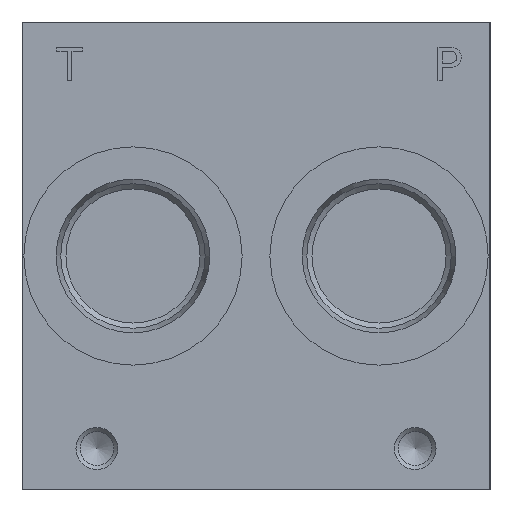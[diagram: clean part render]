
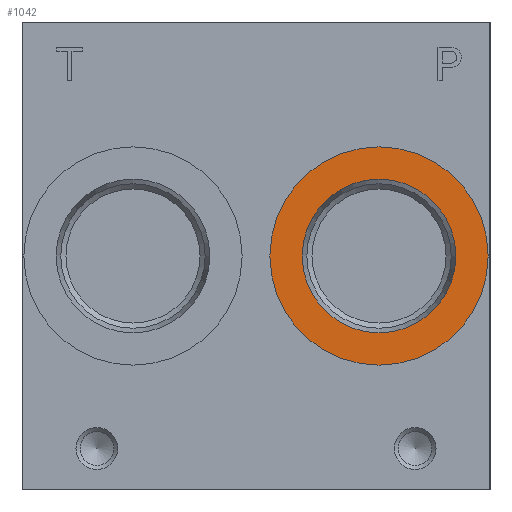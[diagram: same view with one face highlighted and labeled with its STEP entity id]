
A CAD part, left-side view. The second image highlights one B-rep face of the part: STEP entity #1042.
In plain terms, the highlighted planar face has unit normal (-1, 0, 0).
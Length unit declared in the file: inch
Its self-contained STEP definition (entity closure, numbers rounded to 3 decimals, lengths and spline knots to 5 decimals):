
#1042 = ADVANCED_FACE( '', ( #2596, #2597 ), #2598, .T. );
#2596 = FACE_BOUND( '', #4735, .T. );
#2597 = FACE_OUTER_BOUND( '', #4736, .T. );
#2598 = PLANE( '', #4737 );
#4735 = EDGE_LOOP( '', ( #7932 ) );
#4736 = EDGE_LOOP( '', ( #7933 ) );
#4737 = AXIS2_PLACEMENT_3D( '', #7934, #7935, #7936 );
#7932 = ORIENTED_EDGE( '', *, *, #11747, .T. );
#7933 = ORIENTED_EDGE( '', *, *, #11971, .F. );
#7934 = CARTESIAN_POINT( '', ( 0.031, 1.646, 1.75 ) );
#7935 = DIRECTION( '', ( -1., 0., 0. ) );
#7936 = DIRECTION( '', ( 0., 0., 1. ) );
#11747 = EDGE_CURVE( '', #14116, #14116, #14117, .T. );
#11971 = EDGE_CURVE( '', #14448, #14448, #14449, .T. );
#14116 = VERTEX_POINT( '', #17269 );
#14117 = CIRCLE( '', #17270, 0.5745 );
#14448 = VERTEX_POINT( '', #17744 );
#14449 = CIRCLE( '', #17745, 0.816 );
#17269 = CARTESIAN_POINT( '', ( 0.031, 0.83, 1.1755 ) );
#17270 = AXIS2_PLACEMENT_3D( '', #20066, #20067, #20068 );
#17744 = CARTESIAN_POINT( '', ( 0.031, 0.83, 0.934 ) );
#17745 = AXIS2_PLACEMENT_3D( '', #20317, #20318, #20319 );
#20066 = CARTESIAN_POINT( '', ( 0.031, 0.83, 1.75 ) );
#20067 = DIRECTION( '', ( 1., 0., 0. ) );
#20068 = DIRECTION( '', ( 0., 0., -1. ) );
#20317 = CARTESIAN_POINT( '', ( 0.031, 0.83, 1.75 ) );
#20318 = DIRECTION( '', ( 1., 0., 0. ) );
#20319 = DIRECTION( '', ( 0., 0., -1. ) );
